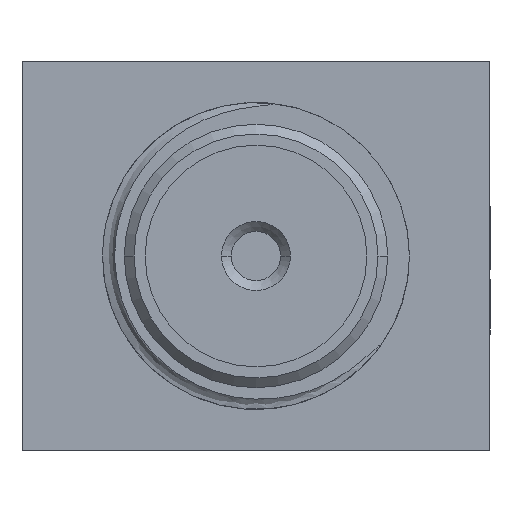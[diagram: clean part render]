
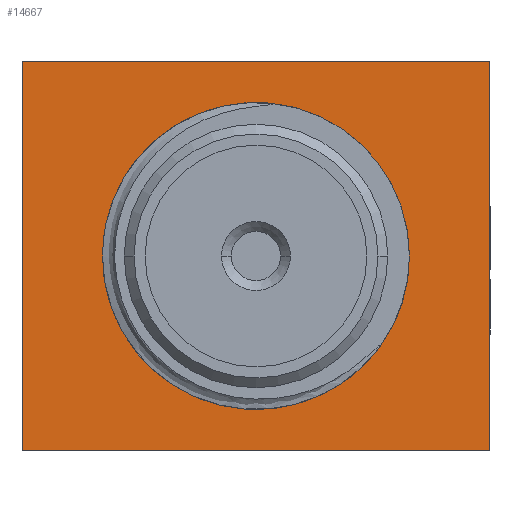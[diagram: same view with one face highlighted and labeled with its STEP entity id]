
A CAD part, front view. The second image highlights one B-rep face of the part: STEP entity #14667.
In plain terms, the highlighted planar face has unit normal (0, -1, 0).
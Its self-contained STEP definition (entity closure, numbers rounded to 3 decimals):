
#306 = DIRECTION ( 'NONE',  ( 1., 0., 0. ) ) ;
#663 = ORIENTED_EDGE ( 'NONE', *, *, #12689, .T. ) ;
#703 = AXIS2_PLACEMENT_3D ( 'NONE', #8469, #18612, #5586 ) ;
#1161 = ORIENTED_EDGE ( 'NONE', *, *, #6158, .T. ) ;
#1617 = CARTESIAN_POINT ( 'NONE',  ( 0., 0.49, 2.39 ) ) ;
#1648 = EDGE_CURVE ( 'NONE', #1804, #6670, #15317, .T. ) ;
#1804 = VERTEX_POINT ( 'NONE', #3238 ) ;
#2108 = CARTESIAN_POINT ( 'NONE',  ( 4.75, 0.49, 6.34 ) ) ;
#2151 = CARTESIAN_POINT ( 'NONE',  ( 4.75, 0.49, -1.56 ) ) ;
#2435 = VECTOR ( 'NONE', #15983, 1000. ) ;
#2917 = EDGE_CURVE ( 'NONE', #17566, #18256, #17340, .T. ) ;
#3238 = CARTESIAN_POINT ( 'NONE',  ( 2.675, 0.49, 2.39 ) ) ;
#3778 = VERTEX_POINT ( 'NONE', #2151 ) ;
#4191 = CARTESIAN_POINT ( 'NONE',  ( 0., 0.49, 2.39 ) ) ;
#4351 = AXIS2_PLACEMENT_3D ( 'NONE', #1617, #8863, #306 ) ;
#5491 = CARTESIAN_POINT ( 'NONE',  ( -4.75, 0.49, -1.56 ) ) ;
#5528 = CARTESIAN_POINT ( 'NONE',  ( -4.75, 0.49, 6.34 ) ) ;
#5586 = DIRECTION ( 'NONE',  ( 1., 0., 0. ) ) ;
#5683 = CARTESIAN_POINT ( 'NONE',  ( -2.675, 0.49, 2.39 ) ) ;
#6158 = EDGE_CURVE ( 'NONE', #8333, #17566, #6291, .T. ) ;
#6291 = LINE ( 'NONE', #13454, #10351 ) ;
#6670 = VERTEX_POINT ( 'NONE', #5683 ) ;
#7200 = DIRECTION ( 'NONE',  ( 0., -1., 0. ) ) ;
#7552 = VECTOR ( 'NONE', #12982, 1000. ) ;
#7989 = DIRECTION ( 'NONE',  ( 0., 0., 1. ) ) ;
#8284 = CIRCLE ( 'NONE', #703, 2.675 ) ;
#8333 = VERTEX_POINT ( 'NONE', #13386 ) ;
#8469 = CARTESIAN_POINT ( 'NONE',  ( 0., 0.49, 2.39 ) ) ;
#8651 = AXIS2_PLACEMENT_3D ( 'NONE', #4191, #7200, #15873 ) ;
#8863 = DIRECTION ( 'NONE',  ( 0., -1., 0. ) ) ;
#10351 = VECTOR ( 'NONE', #12213, 1000. ) ;
#11463 = ORIENTED_EDGE ( 'NONE', *, *, #1648, .F. ) ;
#12175 = CARTESIAN_POINT ( 'NONE',  ( -4.75, 0.49, 6.34 ) ) ;
#12213 = DIRECTION ( 'NONE',  ( -1., 0., 0. ) ) ;
#12689 = EDGE_CURVE ( 'NONE', #3778, #8333, #15216, .T. ) ;
#12802 = ORIENTED_EDGE ( 'NONE', *, *, #2917, .T. ) ;
#12971 = EDGE_LOOP ( 'NONE', ( #17492, #11463 ) ) ;
#12982 = DIRECTION ( 'NONE',  ( 0., 0., -1. ) ) ;
#13176 = VECTOR ( 'NONE', #7989, 1000. ) ;
#13386 = CARTESIAN_POINT ( 'NONE',  ( 4.75, 0.49, 6.34 ) ) ;
#13454 = CARTESIAN_POINT ( 'NONE',  ( -4.75, 0.49, 6.34 ) ) ;
#14458 = PLANE ( 'NONE',  #4351 ) ;
#14573 = LINE ( 'NONE', #5491, #2435 ) ;
#14650 = EDGE_CURVE ( 'NONE', #6670, #1804, #8284, .T. ) ;
#14666 = ORIENTED_EDGE ( 'NONE', *, *, #15244, .T. ) ;
#14667 = ADVANCED_FACE ( 'NONE', ( #15509, #15792 ), #14458, .T. ) ;
#15216 = LINE ( 'NONE', #2108, #13176 ) ;
#15244 = EDGE_CURVE ( 'NONE', #18256, #3778, #14573, .T. ) ;
#15317 = CIRCLE ( 'NONE', #8651, 2.675 ) ;
#15509 = FACE_OUTER_BOUND ( 'NONE', #16676, .T. ) ;
#15792 = FACE_BOUND ( 'NONE', #12971, .T. ) ;
#15873 = DIRECTION ( 'NONE',  ( 1., 0., 0. ) ) ;
#15983 = DIRECTION ( 'NONE',  ( 1., 0., 0. ) ) ;
#16676 = EDGE_LOOP ( 'NONE', ( #1161, #12802, #14666, #663 ) ) ;
#17340 = LINE ( 'NONE', #5528, #7552 ) ;
#17492 = ORIENTED_EDGE ( 'NONE', *, *, #14650, .F. ) ;
#17566 = VERTEX_POINT ( 'NONE', #12175 ) ;
#18256 = VERTEX_POINT ( 'NONE', #18470 ) ;
#18470 = CARTESIAN_POINT ( 'NONE',  ( -4.75, 0.49, -1.56 ) ) ;
#18612 = DIRECTION ( 'NONE',  ( 0., -1., 0. ) ) ;
